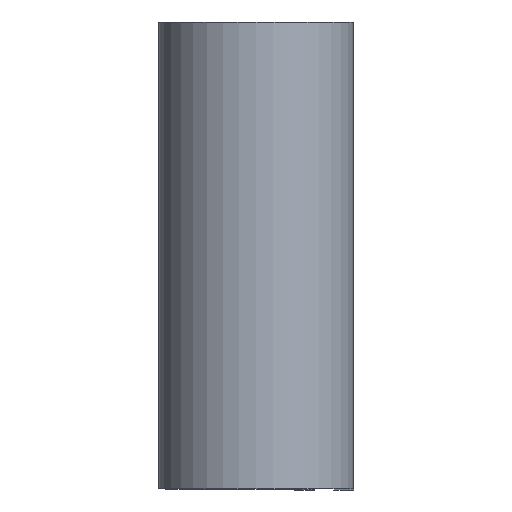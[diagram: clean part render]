
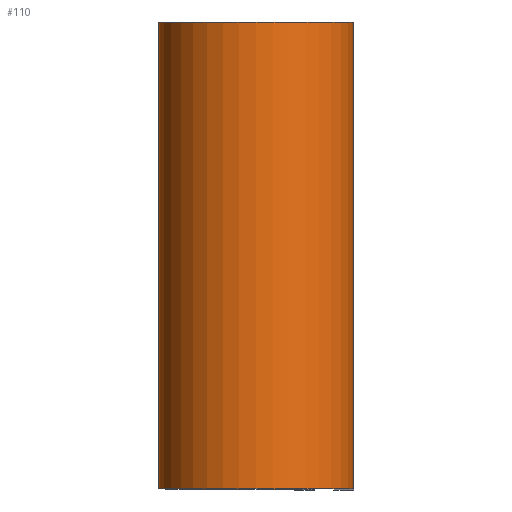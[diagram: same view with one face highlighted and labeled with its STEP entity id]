
A CAD part, top view. The second image highlights one B-rep face of the part: STEP entity #110.
In plain terms, the highlighted cylindrical face has radius 3.988 mm (diameter 7.976 mm), a partial arc.
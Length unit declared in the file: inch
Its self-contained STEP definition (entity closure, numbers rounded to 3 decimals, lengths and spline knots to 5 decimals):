
#2 = CARTESIAN_POINT ( 'NONE',  ( 0.157, -0.375, 0.25 ) ) ;
#9 = DIRECTION ( 'NONE',  ( 0., 1., 0. ) ) ;
#19 = LINE ( 'NONE', #336, #759 ) ;
#54 = VERTEX_POINT ( 'NONE', #171 ) ;
#75 = ORIENTED_EDGE ( 'NONE', *, *, #450, .F. ) ;
#110 = ADVANCED_FACE ( 'NONE', ( #334 ), #458, .T. ) ;
#128 = VERTEX_POINT ( 'NONE', #277 ) ;
#152 = DIRECTION ( 'NONE',  ( 0., -1., 0. ) ) ;
#171 = CARTESIAN_POINT ( 'NONE',  ( -0.157, -0.375, 0.25 ) ) ;
#217 = DIRECTION ( 'NONE',  ( 0., 0., -1. ) ) ;
#244 = LINE ( 'NONE', #603, #383 ) ;
#256 = AXIS2_PLACEMENT_3D ( 'NONE', #676, #746, #217 ) ;
#275 = DIRECTION ( 'NONE',  ( 0., -1., 0. ) ) ;
#277 = CARTESIAN_POINT ( 'NONE',  ( 0.157, 0.375, 0.25 ) ) ;
#324 = DIRECTION ( 'NONE',  ( 0., 1., 0. ) ) ;
#334 = FACE_OUTER_BOUND ( 'NONE', #551, .T. ) ;
#336 = CARTESIAN_POINT ( 'NONE',  ( -0.157, 0.375, 0.25 ) ) ;
#383 = VECTOR ( 'NONE', #275, 39.37008 ) ;
#392 = CARTESIAN_POINT ( 'NONE',  ( 0., 0.375, 0.25 ) ) ;
#395 = VERTEX_POINT ( 'NONE', #734 ) ;
#433 = AXIS2_PLACEMENT_3D ( 'NONE', #726, #324, #787 ) ;
#450 = EDGE_CURVE ( 'NONE', #395, #128, #495, .T. ) ;
#457 = DIRECTION ( 'NONE',  ( 1., 0., 0. ) ) ;
#458 = CYLINDRICAL_SURFACE ( 'NONE', #256, 0.157 ) ;
#484 = EDGE_CURVE ( 'NONE', #395, #54, #19, .T. ) ;
#488 = EDGE_CURVE ( 'NONE', #128, #763, #244, .T. ) ;
#495 = CIRCLE ( 'NONE', #695, 0.157 ) ;
#536 = CIRCLE ( 'NONE', #433, 0.157 ) ;
#551 = EDGE_LOOP ( 'NONE', ( #723, #736, #75, #816 ) ) ;
#603 = CARTESIAN_POINT ( 'NONE',  ( 0.157, 0.375, 0.25 ) ) ;
#641 = EDGE_CURVE ( 'NONE', #54, #763, #536, .T. ) ;
#676 = CARTESIAN_POINT ( 'NONE',  ( 0., 0.375, 0.25 ) ) ;
#695 = AXIS2_PLACEMENT_3D ( 'NONE', #392, #9, #457 ) ;
#723 = ORIENTED_EDGE ( 'NONE', *, *, #641, .T. ) ;
#726 = CARTESIAN_POINT ( 'NONE',  ( 0., -0.375, 0.25 ) ) ;
#734 = CARTESIAN_POINT ( 'NONE',  ( -0.157, 0.375, 0.25 ) ) ;
#736 = ORIENTED_EDGE ( 'NONE', *, *, #488, .F. ) ;
#746 = DIRECTION ( 'NONE',  ( 0., -1., 0. ) ) ;
#759 = VECTOR ( 'NONE', #152, 39.37008 ) ;
#763 = VERTEX_POINT ( 'NONE', #2 ) ;
#787 = DIRECTION ( 'NONE',  ( 1., 0., 0. ) ) ;
#816 = ORIENTED_EDGE ( 'NONE', *, *, #484, .T. ) ;
